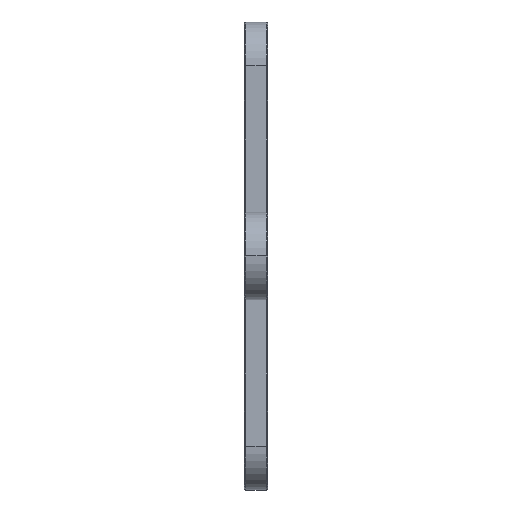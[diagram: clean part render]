
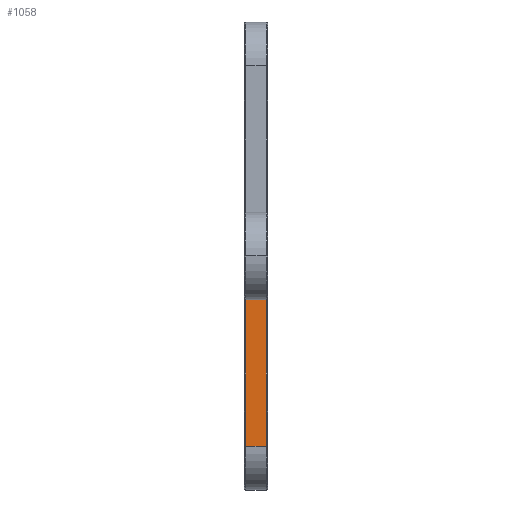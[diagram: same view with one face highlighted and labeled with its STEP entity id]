
A CAD part, left-side view. The second image highlights one B-rep face of the part: STEP entity #1058.
In plain terms, the highlighted planar face has unit normal (-1, 0, 0).
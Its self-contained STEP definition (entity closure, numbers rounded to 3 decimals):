
#36 = VECTOR ( 'NONE', #1755, 1000. ) ;
#61 = DIRECTION ( 'NONE',  ( 0., 0., -1. ) ) ;
#71 = VERTEX_POINT ( 'NONE', #1702 ) ;
#84 = AXIS2_PLACEMENT_3D ( 'NONE', #1531, #1730, #61 ) ;
#406 = EDGE_CURVE ( 'NONE', #71, #1482, #865, .T. ) ;
#411 = ORIENTED_EDGE ( 'NONE', *, *, #406, .T. ) ;
#462 = VECTOR ( 'NONE', #1344, 1000. ) ;
#488 = DIRECTION ( 'NONE',  ( 0., 0., 1. ) ) ;
#500 = CARTESIAN_POINT ( 'NONE',  ( -3.8, 2., -16.5 ) ) ;
#593 = CARTESIAN_POINT ( 'NONE',  ( -3.8, 1.875, -16.5 ) ) ;
#658 = EDGE_LOOP ( 'NONE', ( #981, #411, #852, #1411 ) ) ;
#799 = VERTEX_POINT ( 'NONE', #899 ) ;
#837 = LINE ( 'NONE', #1606, #1636 ) ;
#852 = ORIENTED_EDGE ( 'NONE', *, *, #1342, .T. ) ;
#865 = LINE ( 'NONE', #593, #462 ) ;
#899 = CARTESIAN_POINT ( 'NONE',  ( -3.8, 0.125, -3.8 ) ) ;
#907 = DIRECTION ( 'NONE',  ( 0., -1., 0. ) ) ;
#919 = LINE ( 'NONE', #500, #36 ) ;
#944 = FACE_OUTER_BOUND ( 'NONE', #658, .T. ) ;
#981 = ORIENTED_EDGE ( 'NONE', *, *, #1493, .F. ) ;
#1038 = LINE ( 'NONE', #1200, #1829 ) ;
#1058 = ADVANCED_FACE ( 'NONE', ( #944 ), #1853, .F. ) ;
#1136 = EDGE_CURVE ( 'NONE', #1592, #799, #837, .T. ) ;
#1200 = CARTESIAN_POINT ( 'NONE',  ( -3.8, 2., -3.8 ) ) ;
#1342 = EDGE_CURVE ( 'NONE', #1482, #1592, #919, .T. ) ;
#1344 = DIRECTION ( 'NONE',  ( 0., 0., -1. ) ) ;
#1369 = CARTESIAN_POINT ( 'NONE',  ( -3.8, 1.875, -16.5 ) ) ;
#1411 = ORIENTED_EDGE ( 'NONE', *, *, #1136, .T. ) ;
#1482 = VERTEX_POINT ( 'NONE', #1369 ) ;
#1493 = EDGE_CURVE ( 'NONE', #71, #799, #1038, .T. ) ;
#1531 = CARTESIAN_POINT ( 'NONE',  ( -3.8, 2., 16.5 ) ) ;
#1592 = VERTEX_POINT ( 'NONE', #1604 ) ;
#1604 = CARTESIAN_POINT ( 'NONE',  ( -3.8, 0.125, -16.5 ) ) ;
#1606 = CARTESIAN_POINT ( 'NONE',  ( -3.8, 0.125, 16.5 ) ) ;
#1636 = VECTOR ( 'NONE', #488, 1000. ) ;
#1702 = CARTESIAN_POINT ( 'NONE',  ( -3.8, 1.875, -3.8 ) ) ;
#1730 = DIRECTION ( 'NONE',  ( 1., 0., 0. ) ) ;
#1755 = DIRECTION ( 'NONE',  ( 0., -1., 0. ) ) ;
#1829 = VECTOR ( 'NONE', #907, 1000. ) ;
#1853 = PLANE ( 'NONE',  #84 ) ;
